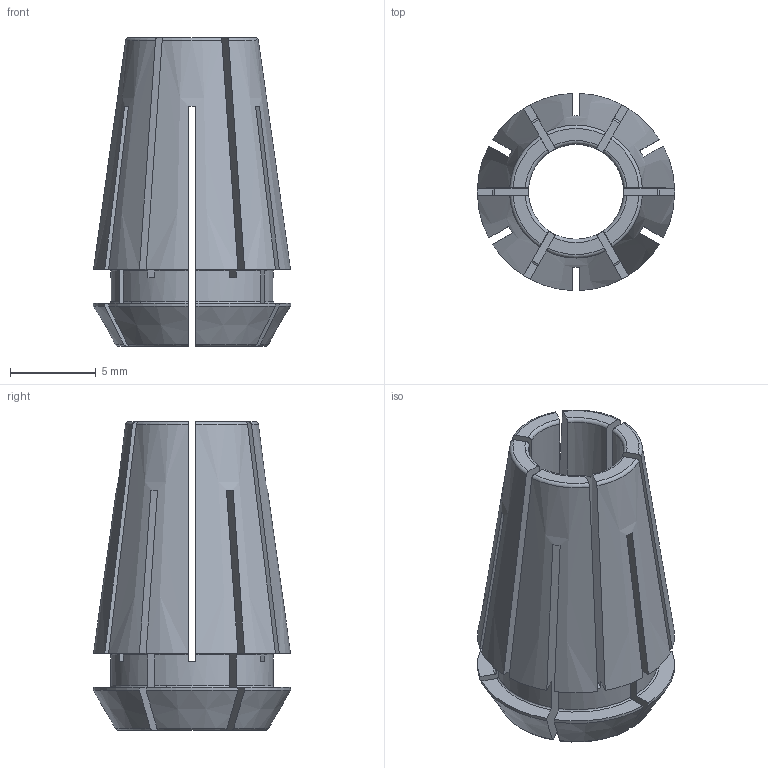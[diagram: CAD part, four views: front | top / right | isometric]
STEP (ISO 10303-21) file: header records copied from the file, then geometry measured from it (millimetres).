
FILE_DESCRIPTION(/* description */ (''),/* implementation_level */ '2;1');
FILE_NAME(/* name */ '111105563.stp',/* time_stamp */ '2021-01-08T12:49:41',/* author */ ('LRA'),/* organization */ ('REGO-FIX'),/* preprocessor_version */ ' Unknown',/* originating_system */ 'SIEMENS PLM Software Solid Edge ST10',/* authorization */ 'Unknown');
FILE_SCHEMA (('AUTOMOTIVE_DESIGN { 1 0 10303 214 2 1 1}'));
Length unit declared in the file: millimetre
Products named in the file (1): NOCUT
Bounding box: 11.5 x 11.49 x 18 mm (x, y, z)
Volume: 740.2 mm3; surface area: 1557.8 mm2
Topology: 1 solids, 1 shells, 157 faces, 458 edges, 301 vertices
Faces by surface type: plane 66, torus 42, cylinder 37, cone 12
Full cylindrical faces by diameter (mm): 5.556 x1
Entity records: 5516 total; most frequent: CARTESIAN_POINT 1439, ORIENTED_EDGE 912, DIRECTION 802, EDGE_CURVE 456, AXIS2_PLACEMENT_3D 317, VERTEX_POINT 300, LINE 168, VECTOR 168
